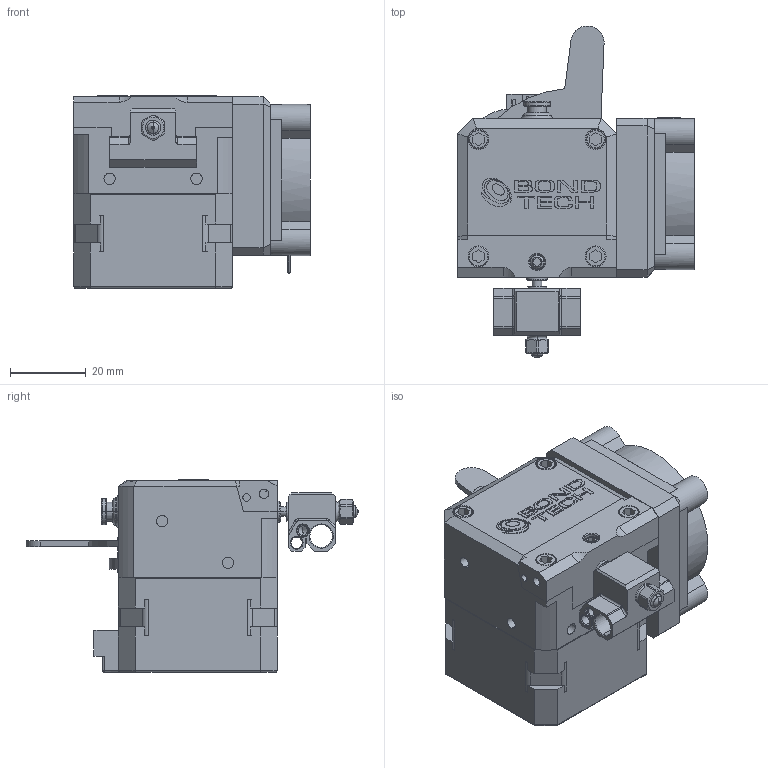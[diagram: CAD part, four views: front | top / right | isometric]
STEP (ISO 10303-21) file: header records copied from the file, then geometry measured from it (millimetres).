
FILE_DESCRIPTION (( 'STEP AP214' ), '1' );
FILE_NAME ('LGX Conduct Copperhead RH.STEP', '2020-08-31T11:33:28', ( '' ), ( '' ), 'SwSTEP 2.0', 'SolidWorks 2020', '' );
FILE_SCHEMA (( 'AUTOMOTIVE_DESIGN' ));
Length unit declared in the file: millimetre
Products named in the file (1): LGX Conduct Copperhead RH
Bounding box: 62.6 x 87.88 x 50.95 mm (x, y, z)
Volume: 112936.5 mm3; surface area: 30343.6 mm2
Topology: 6 solids, 10 shells, 840 faces, 2136 edges, 1360 vertices
Faces by surface type: plane 426, cylinder 194, bspline 112, cone 61, torus 45, sphere 2
Entity records: 26287 total; most frequent: CARTESIAN_POINT 6410, ORIENTED_EDGE 4244, DIRECTION 3839, EDGE_CURVE 2122, VERTEX_POINT 1360, LINE 1309, VECTOR 1309, AXIS2_PLACEMENT_3D 1265
